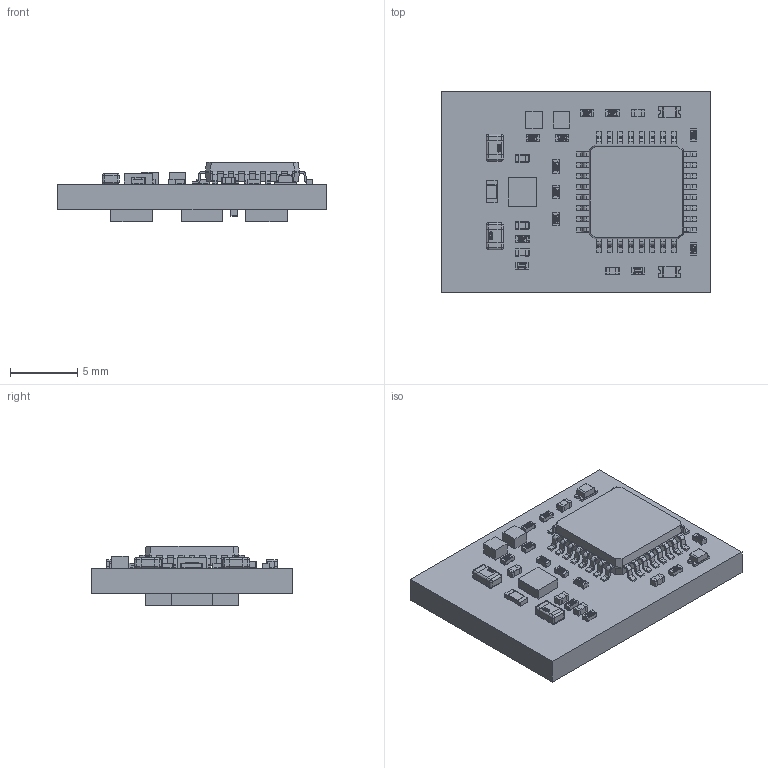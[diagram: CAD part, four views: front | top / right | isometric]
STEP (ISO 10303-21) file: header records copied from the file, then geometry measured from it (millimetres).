
FILE_DESCRIPTION(('Open CASCADE Model'),'2;1');
FILE_NAME('Open CASCADE Shape Model','2021-12-09T02:01:37',('Author'),( 'Open CASCADE'),'Open CASCADE STEP processor 6.8','Open CASCADE 6.8' ,'Unknown');
FILE_SCHEMA(('AUTOMOTIVE_DESIGN { 1 0 10303 214 1 1 1 1 }'));
Length unit declared in the file: millimetre
Products named in the file (47): PCB; Board; Open CASCADE STEP translator 6.8 2.1.1; U3; TSQFP50P700X700X160-32N; U1; 6156272256; Extruded; R15; User_Library-RESC1005X04N; R14; R13; R12; R11; R10; R9; R8; R7; R6; R4; R2; User_Library-res0603-1; R1; Q7; 6156271056; Q6; Q5; 6156274576; Q4; Q3; Q2; Q1; DS2; LED_0603; DS1; C12; EVK105RH010BW-F--3DModel-STEP-46669; C10; C9; C8 ...
Assembly tree (69 placements, depth 4):
  PCB
    Board
      Open CASCADE STEP translator 6.8 2.1.1
    U3
      TSQFP50P700X700X160-32N
    U1
      6156272256
        Extruded
    R15
      User_Library-RESC1005X04N
    R14
      User_Library-RESC1005X04N
    R13
      User_Library-RESC1005X04N
    R12
      User_Library-RESC1005X04N
    R11
      User_Library-RESC1005X04N
    R10
      User_Library-RESC1005X04N
    R9
      User_Library-RESC1005X04N
    R8
      User_Library-RESC1005X04N
    R7
      User_Library-RESC1005X04N
    R6
      User_Library-RESC1005X04N
    R4
      User_Library-RESC1005X04N
    R2
      User_Library-res0603-1
    R1
      User_Library-RESC1005X04N
    Q7
      6156271056
        Extruded
    Q6
      6156271056
        Extruded
    Q5
      6156274576
        Extruded
    Q4
      6156271056
        Extruded
    Q3
      6156271056
        Extruded
    Q2
      6156274576
        Extruded
    Q1
      6156271056
        Extruded
    DS2
      LED_0603
    DS1
      LED_0603
    C12
Bounding box: 20 x 15 x 4.41 mm (x, y, z)
Volume: 697.1 mm3; surface area: 1189.2 mm2
Topology: 83 solids, 83 shells, 2290 faces, 6596 edges, 4408 vertices
Faces by surface type: plane 1246, cylinder 718, bspline 262, sphere 64
Entity records: 33022 total; most frequent: CARTESIAN_POINT 7321, ORIENTED_EDGE 4208, DIRECTION 3959, EDGE_CURVE 2104, LINE 1485, VECTOR 1485, VERTEX_POINT 1399, AXIS2_PLACEMENT_3D 1237
